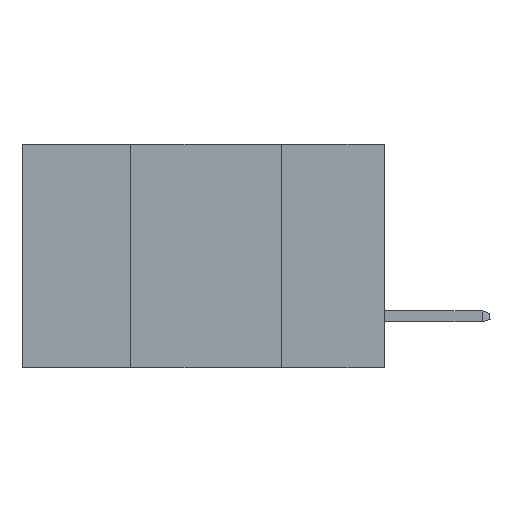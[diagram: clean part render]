
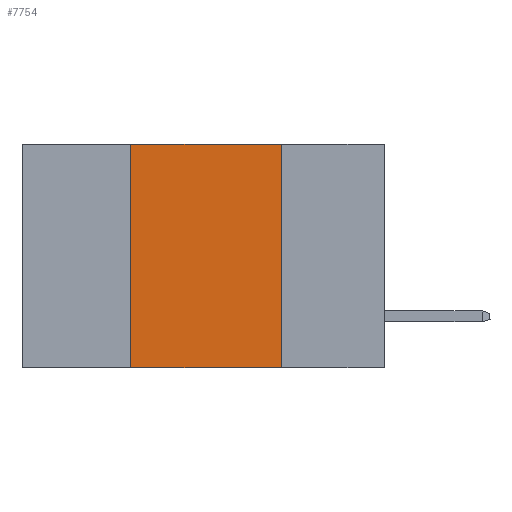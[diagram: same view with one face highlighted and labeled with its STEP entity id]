
A CAD part, left-side view. The second image highlights one B-rep face of the part: STEP entity #7754.
In plain terms, the highlighted planar face has unit normal (-1, 0, 0).
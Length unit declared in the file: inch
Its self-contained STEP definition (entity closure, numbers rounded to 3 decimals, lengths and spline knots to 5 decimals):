
#558 = CARTESIAN_POINT ( 'NONE',  ( 0., 0.6, 0. ) ) ;
#686 = DIRECTION ( 'NONE',  ( 0., -1., 0. ) ) ;
#1488 = EDGE_CURVE ( 'NONE', #1590, #4894, #9554, .T. ) ;
#1590 = VERTEX_POINT ( 'NONE', #5897 ) ;
#2124 = FACE_OUTER_BOUND ( 'NONE', #12297, .T. ) ;
#3380 = CARTESIAN_POINT ( 'NONE',  ( 0., 0.42, 0. ) ) ;
#3412 = VECTOR ( 'NONE', #686, 39.37008 ) ;
#4516 = CARTESIAN_POINT ( 'NONE',  ( 0., 0.17, -0.37 ) ) ;
#4665 = LINE ( 'NONE', #11191, #8629 ) ;
#4894 = VERTEX_POINT ( 'NONE', #4516 ) ;
#5037 = DIRECTION ( 'NONE',  ( 0., 0., -1. ) ) ;
#5160 = ORIENTED_EDGE ( 'NONE', *, *, #13299, .F. ) ;
#5475 = VERTEX_POINT ( 'NONE', #14361 ) ;
#5754 = LINE ( 'NONE', #9759, #14549 ) ;
#5897 = CARTESIAN_POINT ( 'NONE',  ( 0., 0.42, -0.37 ) ) ;
#7028 = VECTOR ( 'NONE', #11292, 39.37008 ) ;
#7754 = ADVANCED_FACE ( 'NONE', ( #2124 ), #8504, .F. ) ;
#7767 = DIRECTION ( 'NONE',  ( 0., 0., 1. ) ) ;
#8370 = VERTEX_POINT ( 'NONE', #3380 ) ;
#8504 = PLANE ( 'NONE',  #9914 ) ;
#8629 = VECTOR ( 'NONE', #7767, 39.37008 ) ;
#9554 = LINE ( 'NONE', #11442, #7028 ) ;
#9749 = ORIENTED_EDGE ( 'NONE', *, *, #12943, .F. ) ;
#9759 = CARTESIAN_POINT ( 'NONE',  ( 0., 0.17, 0. ) ) ;
#9802 = DIRECTION ( 'NONE',  ( 0., 0., -1. ) ) ;
#9914 = AXIS2_PLACEMENT_3D ( 'NONE', #558, #14208, #5037 ) ;
#10242 = ORIENTED_EDGE ( 'NONE', *, *, #1488, .T. ) ;
#11191 = CARTESIAN_POINT ( 'NONE',  ( 0., 0.42, 0. ) ) ;
#11292 = DIRECTION ( 'NONE',  ( 0., -1., 0. ) ) ;
#11325 = LINE ( 'NONE', #14545, #3412 ) ;
#11442 = CARTESIAN_POINT ( 'NONE',  ( 0., 0.6, -0.37 ) ) ;
#12297 = EDGE_LOOP ( 'NONE', ( #13176, #5160, #9749, #10242 ) ) ;
#12803 = EDGE_CURVE ( 'NONE', #5475, #4894, #5754, .T. ) ;
#12943 = EDGE_CURVE ( 'NONE', #1590, #8370, #4665, .T. ) ;
#13176 = ORIENTED_EDGE ( 'NONE', *, *, #12803, .F. ) ;
#13299 = EDGE_CURVE ( 'NONE', #8370, #5475, #11325, .T. ) ;
#14208 = DIRECTION ( 'NONE',  ( 1., 0., 0. ) ) ;
#14361 = CARTESIAN_POINT ( 'NONE',  ( 0., 0.17, 0. ) ) ;
#14545 = CARTESIAN_POINT ( 'NONE',  ( 0., 0.6, 0. ) ) ;
#14549 = VECTOR ( 'NONE', #9802, 39.37008 ) ;
